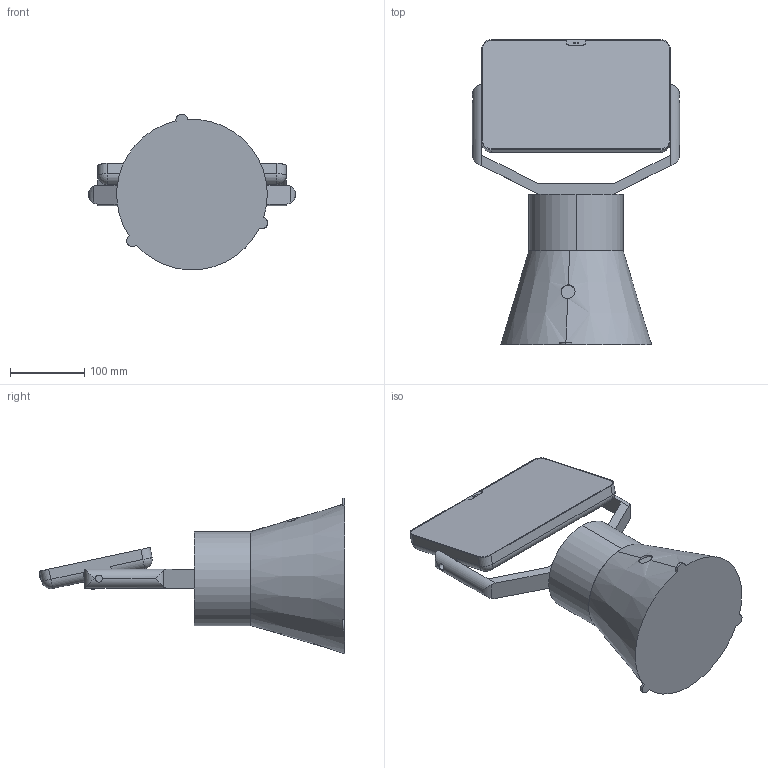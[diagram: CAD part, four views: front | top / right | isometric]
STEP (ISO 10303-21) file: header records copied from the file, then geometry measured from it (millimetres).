
FILE_DESCRIPTION (( 'STEP AP214' ), '1' );
FILE_NAME ('Morpheus Assembly.STEP', '2022-10-16T07:51:27', ( '' ), ( '' ), 'SwSTEP 2.0', 'SolidWorks 2021', '' );
FILE_SCHEMA (( 'AUTOMOTIVE_DESIGN' ));
Length unit declared in the file: inch
Products named in the file (4): TA Screen; Hinge Mount; Sensor Mount Base; Morpheus Assembly
Assembly tree (3 placements, depth 2):
  Morpheus Assembly
    TA Screen
    Hinge Mount
    Sensor Mount Base
Bounding box: 279.4 x 412.33 x 210.17 mm (x, y, z)
Volume: 4910840.2 mm3; surface area: 306325.6 mm2
Topology: 3 solids, 3 shells, 161 faces, 397 edges, 254 vertices
Faces by surface type: plane 89, cylinder 60, bspline 6, sphere 4, cone 2
Entity records: 5773 total; most frequent: CARTESIAN_POINT 1223, ORIENTED_EDGE 786, DIRECTION 783, EDGE_CURVE 393, AXIS2_PLACEMENT_3D 269, VERTEX_POINT 254, LINE 245, VECTOR 245
